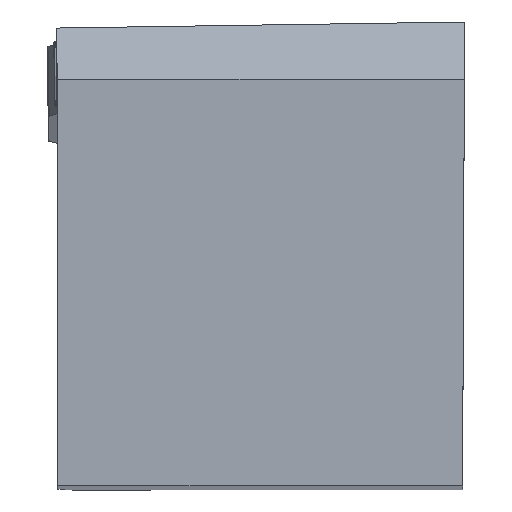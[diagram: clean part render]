
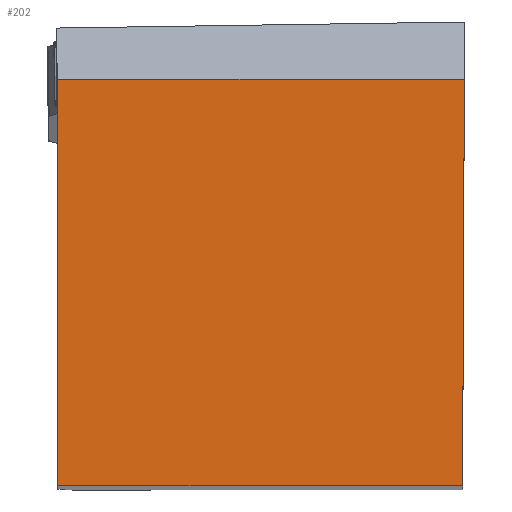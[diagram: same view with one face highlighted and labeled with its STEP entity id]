
A CAD part, top view. The second image highlights one B-rep face of the part: STEP entity #202.
In plain terms, the highlighted planar face has unit normal (0, 0, 1).
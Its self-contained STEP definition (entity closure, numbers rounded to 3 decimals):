
#202=ADVANCED_FACE('BLANK_BOXF006',(#308),#247,.F.);
#247=PLANE('',#1513);
#308=FACE_OUTER_BOUND('',#379,.T.);
#379=EDGE_LOOP('',(#731,#732,#733,#734));
#731=ORIENTED_EDGE('',*,*,#1061,.F.);
#732=ORIENTED_EDGE('',*,*,#1034,.F.);
#733=ORIENTED_EDGE('',*,*,#1047,.F.);
#734=ORIENTED_EDGE('',*,*,#1062,.F.);
#868=VERTEX_POINT('',#2382);
#869=VERTEX_POINT('',#2384);
#878=VERTEX_POINT('',#2407);
#887=VERTEX_POINT('',#2436);
#1034=EDGE_CURVE('',#868,#869,#1174,.T.);
#1047=EDGE_CURVE('',#878,#868,#1187,.T.);
#1061=EDGE_CURVE('',#869,#887,#1201,.T.);
#1062=EDGE_CURVE('',#887,#878,#1202,.T.);
#1174=LINE('',#2383,#1314);
#1187=LINE('',#2408,#1327);
#1201=LINE('',#2435,#1341);
#1202=LINE('',#2437,#1342);
#1314=VECTOR('',#1823,1.);
#1327=VECTOR('',#1840,1.);
#1341=VECTOR('',#1864,1.);
#1342=VECTOR('',#1865,1.);
#1513=AXIS2_PLACEMENT_3D('',#2438,#1866,#1867);
#1823=DIRECTION('',(-1.,0.,0.));
#1840=DIRECTION('',(-0.004,-1.,0.));
#1864=DIRECTION('',(0.,1.,0.));
#1865=DIRECTION('',(1.,0.,0.));
#1866=DIRECTION('',(0.,0.,-1.));
#1867=DIRECTION('',(0.,-1.,0.));
#2382=CARTESIAN_POINT('',(-0.11,0.,0.));
#2383=CARTESIAN_POINT('',(152.4,0.,0.));
#2384=CARTESIAN_POINT('',(-25.273,0.,0.));
#2407=CARTESIAN_POINT('',(0.,25.273,0.));
#2408=CARTESIAN_POINT('',(0.555,152.399,0.));
#2435=CARTESIAN_POINT('',(-25.273,-152.4,0.));
#2436=CARTESIAN_POINT('',(-25.273,25.273,0.));
#2437=CARTESIAN_POINT('',(-152.4,25.273,0.));
#2438=CARTESIAN_POINT('',(-51.181,-5.,0.));
